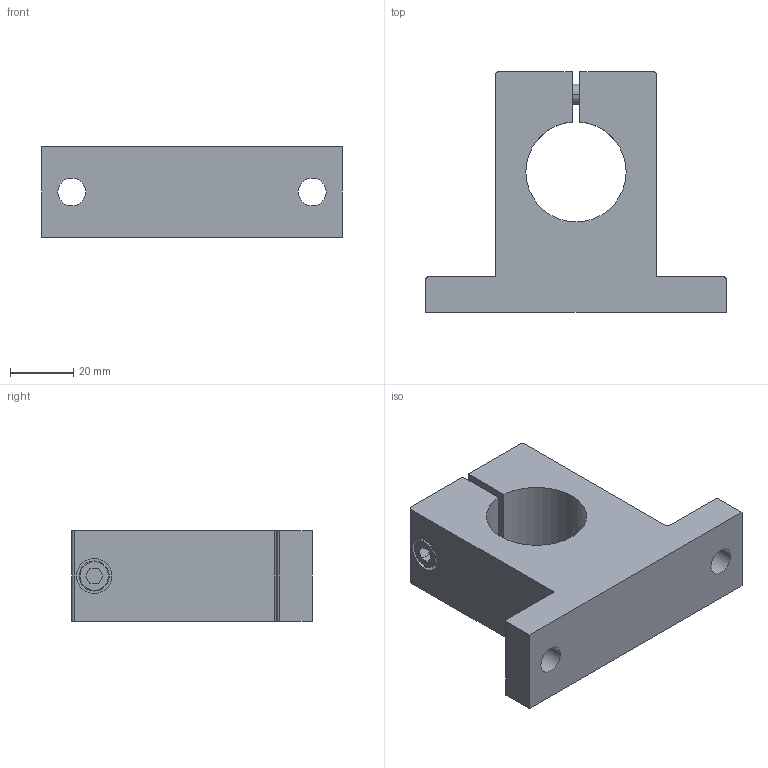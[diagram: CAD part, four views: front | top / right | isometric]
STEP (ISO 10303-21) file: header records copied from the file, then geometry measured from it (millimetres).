
FILE_DESCRIPTION (( 'STEP AP203' ), '1' );
FILE_NAME ('NSB20.STEP', '2023-09-18T10:14:19', ( '' ), ( '' ), 'SwSTEP 2.0', 'SolidWorks 2023', '' );
FILE_SCHEMA (( 'CONFIG_CONTROL_DESIGN' ));
Length unit declared in the file: inch
Products named in the file (1): NSB20
Bounding box: 95.25 x 76.2 x 28.57 mm (x, y, z)
Volume: 99662.6 mm3; surface area: 22975.1 mm2
Topology: 2 solids, 2 shells, 51 faces, 128 edges, 84 vertices
Faces by surface type: plane 24, cylinder 23, torus 2, cone 2
Entity records: 1635 total; most frequent: DIRECTION 284, CARTESIAN_POINT 264, ORIENTED_EDGE 256, EDGE_CURVE 128, AXIS2_PLACEMENT_3D 104, VERTEX_POINT 84, LINE 76, VECTOR 76
